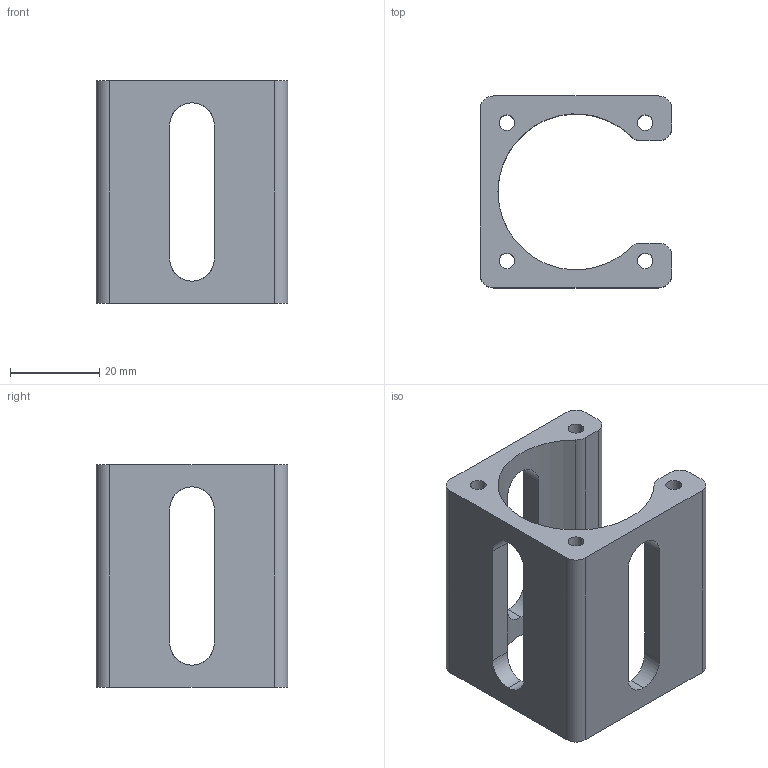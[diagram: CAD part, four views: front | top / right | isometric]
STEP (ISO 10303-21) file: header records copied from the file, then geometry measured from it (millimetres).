
FILE_DESCRIPTION (( 'STEP AP214' ), '1' );
FILE_NAME ('NEMA17 50mm Spacer.STEP', '2020-02-14T15:16:20', ( '' ), ( '' ), 'SwSTEP 2.0', 'SolidWorks 2019', '' );
FILE_SCHEMA (( 'AUTOMOTIVE_DESIGN' ));
Length unit declared in the file: millimetre
Products named in the file (1): NEMA17 50mm Spacer
Bounding box: 43 x 43 x 50 mm (x, y, z)
Volume: 30855.7 mm3; surface area: 14724.2 mm2
Topology: 1 solids, 1 shells, 51 faces, 150 edges, 100 vertices
Faces by surface type: cylinder 30, plane 21
Entity records: 1962 total; most frequent: CARTESIAN_POINT 506, ORIENTED_EDGE 300, DIRECTION 298, EDGE_CURVE 150, AXIS2_PLACEMENT_3D 108, VERTEX_POINT 100, VECTOR 82, LINE 82
